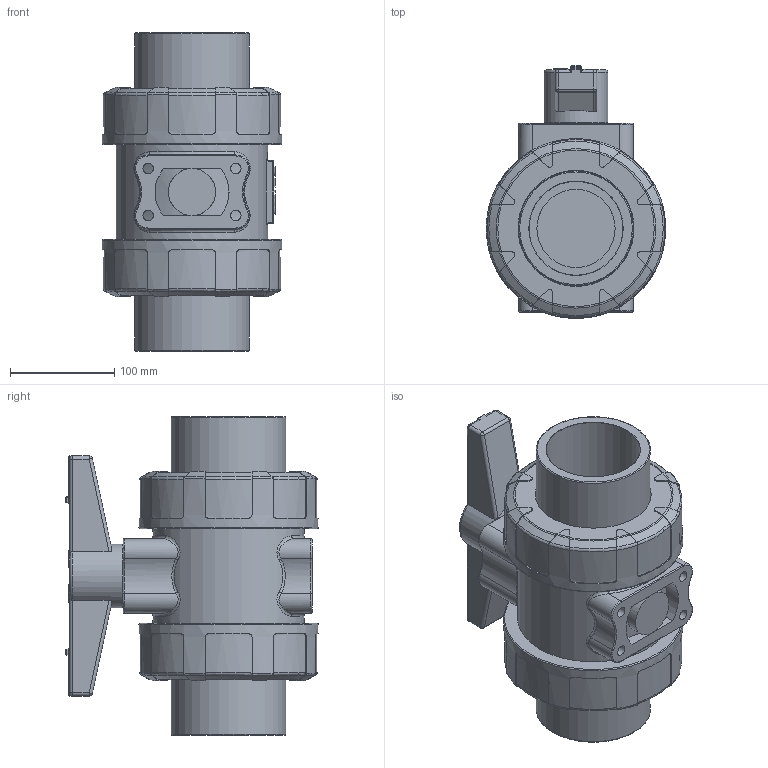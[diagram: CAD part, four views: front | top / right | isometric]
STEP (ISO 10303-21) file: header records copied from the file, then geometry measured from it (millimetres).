
FILE_DESCRIPTION(/* description */ (''),/* implementation_level */ '2;1');
FILE_NAME(/* name */ 'DN80_3D_STEP.stp',/* time_stamp */ '2025-07-03T17:21:38+03:00',/* author */ ('igorr'),/* organization */ (''),/* preprocessor_version */ 'ST-DEVELOPER v20',/* originating_system */ 'Autodesk Inventor 2025',/* authorisation */ '');
FILE_SCHEMA (('AUTOMOTIVE_DESIGN { 1 0 10303 214 3 1 1 }'));
Length unit declared in the file: millimetre
Products named in the file (1): Деталь1
Bounding box: 172 x 242 x 305 mm (x, y, z)
Volume: 4259806 mm3; surface area: 365771.2 mm2
Topology: 1 solids, 4 shells, 641 faces, 1622 edges, 1015 vertices
Faces by surface type: cylinder 213, plane 191, torus 96, bspline 83, cone 34, sphere 24
Full cylindrical faces by diameter (mm): 10 x8, 23 x1, 42 x1, 61.295 x1, 75 x2, 90 x2, 110 x2, 111.2 x2, 145 x1, 172 x2
Entity records: 22974 total; most frequent: CARTESIAN_POINT 7737, ORIENTED_EDGE 3236, DIRECTION 2749, EDGE_CURVE 1618, AXIS2_PLACEMENT_3D 1044, VERTEX_POINT 1015, EDGE_LOOP 679, LINE 661
